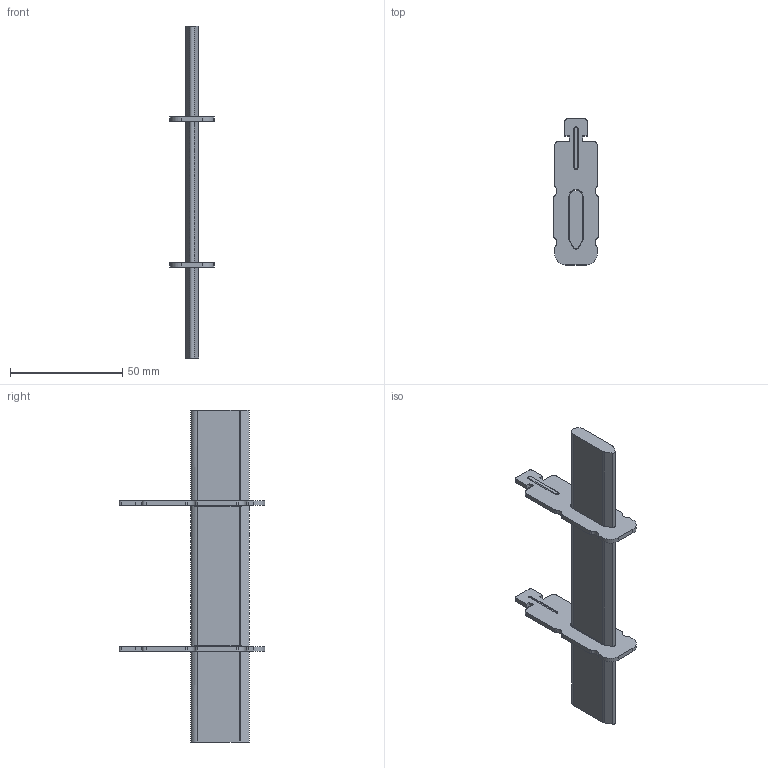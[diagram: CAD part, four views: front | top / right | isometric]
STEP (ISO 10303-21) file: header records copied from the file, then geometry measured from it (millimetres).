
FILE_DESCRIPTION((''),'2;1');
FILE_NAME('NVL2_ASM','2022-02-24T07:24:16',('marketing.praksa'),('Audax d.o.o.'),'CREO PARAMETRIC BY PTC INC, 2021304','CREO PARAMETRIC BY PTC INC, 2021304','');
FILE_SCHEMA(('AP242_MANAGED_MODEL_BASED_3D_ENGINEERING_MIM_LF { 1 0 10303 442 1 1 4 }'));
Length unit declared in the file: millimetre
Products named in the file (4): 0000035751_AF0_1; 0000035730_1; PRT9571; NVL2_ASM
Assembly tree (4 placements, depth 2):
  NVL2_ASM
    0000035751_AF0_1
    0000035730_1  x2
    PRT9571
Bounding box: 20 x 65 x 148 mm (x, y, z)
Volume: 24960.3 mm3; surface area: 14280.9 mm2
Topology: 4 solids, 4 shells, 343 faces, 987 edges, 676 vertices
Faces by surface type: plane 163, cylinder 89, extrusion 87, torus 4
Entity records: 15622 total; most frequent: CARTESIAN_POINT 2529, ORIENTED_EDGE 1646, DIRECTION 1316, PRESENTATION_STYLE_ASSIGNMENT 1212, STYLED_ITEM 1212, CURVE_STYLE 917, EDGE_CURVE 823, VECTOR 574
